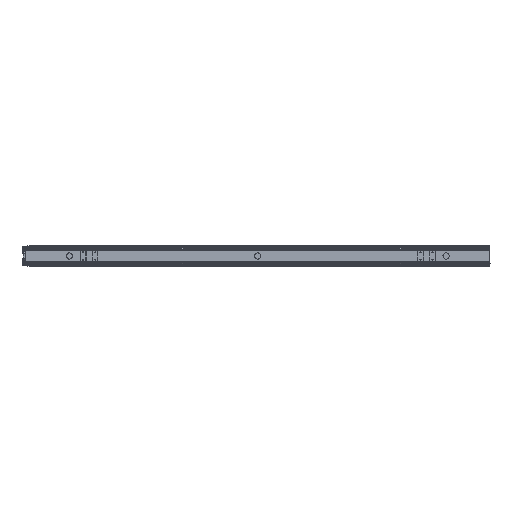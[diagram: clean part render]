
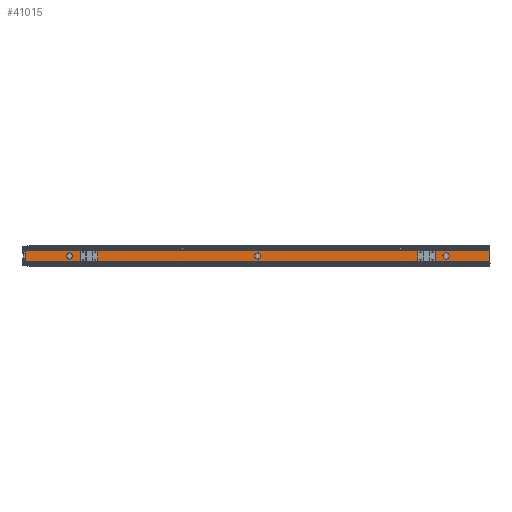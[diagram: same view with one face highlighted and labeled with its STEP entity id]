
A CAD part, left-side view. The second image highlights one B-rep face of the part: STEP entity #41015.
In plain terms, the highlighted face is planar.
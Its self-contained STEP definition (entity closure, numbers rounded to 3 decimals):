
#588=FACE_BOUND('',#5581,.T.);
#589=FACE_BOUND('',#5582,.T.);
#590=FACE_BOUND('',#5583,.T.);
#591=FACE_BOUND('',#5584,.T.);
#592=FACE_BOUND('',#5585,.T.);
#1249=CIRCLE('',#44099,14.);
#1251=CIRCLE('',#44102,14.);
#1253=CIRCLE('',#44105,14.);
#3258=FACE_OUTER_BOUND('',#5580,.T.);
#5580=EDGE_LOOP('',(#33535,#33536,#33537,#33538));
#5581=EDGE_LOOP('',(#33539,#33540,#33541,#33542));
#5582=EDGE_LOOP('',(#33543,#33544,#33545,#33546));
#5583=EDGE_LOOP('',(#33547));
#5584=EDGE_LOOP('',(#33548));
#5585=EDGE_LOOP('',(#33549));
#9466=LINE('',#64123,#14444);
#9470=LINE('',#64131,#14448);
#9473=LINE('',#64137,#14451);
#9476=LINE('',#64142,#14454);
#9478=LINE('',#64148,#14456);
#9482=LINE('',#64156,#14460);
#9485=LINE('',#64162,#14463);
#9488=LINE('',#64167,#14466);
#9508=LINE('',#64228,#14486);
#9526=LINE('',#64272,#14504);
#9527=LINE('',#64274,#14505);
#9528=LINE('',#64276,#14506);
#14444=VECTOR('',#52067,10.);
#14448=VECTOR('',#52073,10.);
#14451=VECTOR('',#52078,10.);
#14454=VECTOR('',#52083,10.);
#14456=VECTOR('',#52089,10.);
#14460=VECTOR('',#52095,10.);
#14463=VECTOR('',#52100,10.);
#14466=VECTOR('',#52105,10.);
#14486=VECTOR('',#52171,10.);
#14504=VECTOR('',#52217,10.);
#14505=VECTOR('',#52220,10.);
#14506=VECTOR('',#52223,10.);
#18749=VERTEX_POINT('',#64121);
#18750=VERTEX_POINT('',#64122);
#18753=VERTEX_POINT('',#64130);
#18755=VERTEX_POINT('',#64136);
#18757=VERTEX_POINT('',#64146);
#18758=VERTEX_POINT('',#64147);
#18761=VERTEX_POINT('',#64155);
#18763=VERTEX_POINT('',#64161);
#18765=VERTEX_POINT('',#64171);
#18767=VERTEX_POINT('',#64177);
#18769=VERTEX_POINT('',#64183);
#18780=VERTEX_POINT('',#64213);
#18781=VERTEX_POINT('',#64217);
#18792=VERTEX_POINT('',#64257);
#18793=VERTEX_POINT('',#64261);
#23860=EDGE_CURVE('',#18749,#18750,#9466,.T.);
#23864=EDGE_CURVE('',#18753,#18749,#9470,.T.);
#23867=EDGE_CURVE('',#18755,#18753,#9473,.T.);
#23870=EDGE_CURVE('',#18750,#18755,#9476,.T.);
#23872=EDGE_CURVE('',#18757,#18758,#9478,.T.);
#23876=EDGE_CURVE('',#18761,#18757,#9482,.T.);
#23879=EDGE_CURVE('',#18763,#18761,#9485,.T.);
#23882=EDGE_CURVE('',#18758,#18763,#9488,.T.);
#23884=EDGE_CURVE('',#18765,#18765,#1249,.T.);
#23887=EDGE_CURVE('',#18767,#18767,#1251,.T.);
#23890=EDGE_CURVE('',#18769,#18769,#1253,.T.);
#23912=EDGE_CURVE('',#18781,#18780,#9508,.T.);
#23934=EDGE_CURVE('',#18792,#18793,#9526,.T.);
#23935=EDGE_CURVE('',#18781,#18793,#9527,.T.);
#23936=EDGE_CURVE('',#18780,#18792,#9528,.T.);
#33535=ORIENTED_EDGE('',*,*,#23912,.T.);
#33536=ORIENTED_EDGE('',*,*,#23936,.T.);
#33537=ORIENTED_EDGE('',*,*,#23934,.T.);
#33538=ORIENTED_EDGE('',*,*,#23935,.F.);
#33539=ORIENTED_EDGE('',*,*,#23860,.T.);
#33540=ORIENTED_EDGE('',*,*,#23870,.T.);
#33541=ORIENTED_EDGE('',*,*,#23867,.T.);
#33542=ORIENTED_EDGE('',*,*,#23864,.T.);
#33543=ORIENTED_EDGE('',*,*,#23872,.T.);
#33544=ORIENTED_EDGE('',*,*,#23882,.T.);
#33545=ORIENTED_EDGE('',*,*,#23879,.T.);
#33546=ORIENTED_EDGE('',*,*,#23876,.T.);
#33547=ORIENTED_EDGE('',*,*,#23884,.T.);
#33548=ORIENTED_EDGE('',*,*,#23887,.T.);
#33549=ORIENTED_EDGE('',*,*,#23890,.T.);
#38960=PLANE('',#44136);
#41015=ADVANCED_FACE('',(#3258,#588,#589,#590,#591,#592),#38960,.T.);
#44099=AXIS2_PLACEMENT_3D('',#64172,#52111,#52112);
#44102=AXIS2_PLACEMENT_3D('',#64178,#52118,#52119);
#44105=AXIS2_PLACEMENT_3D('',#64184,#52125,#52126);
#44136=AXIS2_PLACEMENT_3D('',#64277,#52224,#52225);
#52067=DIRECTION('',(0.,0.,-1.));
#52073=DIRECTION('',(-1.,0.,0.));
#52078=DIRECTION('',(0.,0.,1.));
#52083=DIRECTION('',(1.,0.,0.));
#52089=DIRECTION('',(0.,0.,-1.));
#52095=DIRECTION('',(-1.,0.,0.));
#52100=DIRECTION('',(0.,0.,1.));
#52105=DIRECTION('',(1.,0.,0.));
#52111=DIRECTION('center_axis',(0.,-1.,0.));
#52112=DIRECTION('ref_axis',(-1.,0.,0.));
#52118=DIRECTION('center_axis',(0.,-1.,0.));
#52119=DIRECTION('ref_axis',(-1.,0.,0.));
#52125=DIRECTION('center_axis',(0.,-1.,0.));
#52126=DIRECTION('ref_axis',(-1.,0.,0.));
#52171=DIRECTION('',(-1.,0.,0.));
#52217=DIRECTION('',(1.,0.,0.));
#52220=DIRECTION('',(0.,0.,1.));
#52223=DIRECTION('',(0.,0.,1.));
#52224=DIRECTION('center_axis',(0.,1.,0.));
#52225=DIRECTION('ref_axis',(0.,0.,1.));
#64121=CARTESIAN_POINT('',(-1870.5,0.8,2.75));
#64122=CARTESIAN_POINT('',(-1870.5,0.8,-2.75));
#64123=CARTESIAN_POINT('',(-1870.5,0.8,8.375));
#64130=CARTESIAN_POINT('',(-1870.,0.8,2.75));
#64131=CARTESIAN_POINT('',(-1465.,0.8,2.75));
#64136=CARTESIAN_POINT('',(-1870.,0.8,-2.75));
#64137=CARTESIAN_POINT('',(-1870.,0.8,5.625));
#64142=CARTESIAN_POINT('',(-1465.25,0.8,-2.75));
#64146=CARTESIAN_POINT('',(-250.5,0.8,2.75));
#64147=CARTESIAN_POINT('',(-250.5,0.8,-2.75));
#64148=CARTESIAN_POINT('',(-250.5,0.8,8.375));
#64155=CARTESIAN_POINT('',(-250.,0.8,2.75));
#64156=CARTESIAN_POINT('',(-655.,0.8,2.75));
#64161=CARTESIAN_POINT('',(-250.,0.8,-2.75));
#64162=CARTESIAN_POINT('',(-250.,0.8,5.625));
#64167=CARTESIAN_POINT('',(-655.25,0.8,-2.75));
#64171=CARTESIAN_POINT('',(-1906.,0.8,0.));
#64172=CARTESIAN_POINT('Origin',(-1920.,0.8,0.));
#64177=CARTESIAN_POINT('',(-1046.,0.8,0.));
#64178=CARTESIAN_POINT('Origin',(-1060.,0.8,0.));
#64183=CARTESIAN_POINT('',(-186.,0.8,0.));
#64184=CARTESIAN_POINT('Origin',(-200.,0.8,0.));
#64213=CARTESIAN_POINT('',(-2120.,0.8,-26.4));
#64217=CARTESIAN_POINT('',(0.,0.8,-26.4));
#64228=CARTESIAN_POINT('',(-530.,0.8,-26.4));
#64257=CARTESIAN_POINT('',(-2120.,0.8,26.4));
#64261=CARTESIAN_POINT('',(0.,0.8,26.4));
#64272=CARTESIAN_POINT('',(-530.,0.8,26.4));
#64274=CARTESIAN_POINT('',(0.,0.8,28.));
#64276=CARTESIAN_POINT('',(-2120.,0.8,0.));
#64277=CARTESIAN_POINT('Origin',(-1060.,0.8,14.));
